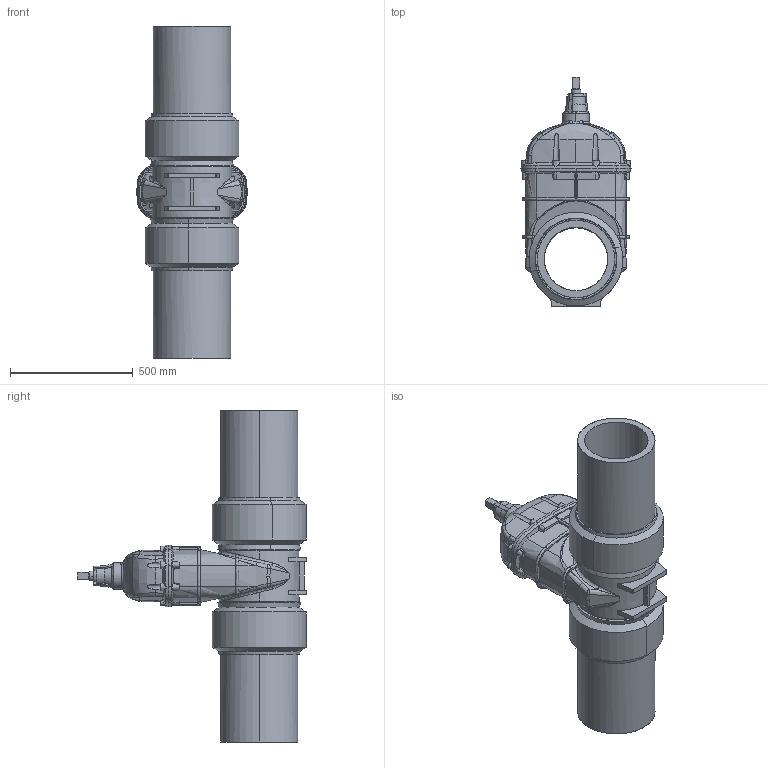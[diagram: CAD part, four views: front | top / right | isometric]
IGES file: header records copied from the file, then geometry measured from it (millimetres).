
Start section: SolidWorks IGES file using analytic representation for surfaces
Global section: file name: O_36_90_DN300_315mm.IGS; native system: SolidWorks 2012; preprocessor: SolidWorks 2012; author: ken; date: 150203.095549; units: millimetre
Bounding box: 447.32 x 933 x 1350 mm (x, y, z)
Surface area: 3277563.8 mm2 (no closed solid volume)
Topology: 0 solids, 0 shells, 391 faces, 3984 edges, 3976 vertices
Faces by surface type: revolution 207, bspline 184
